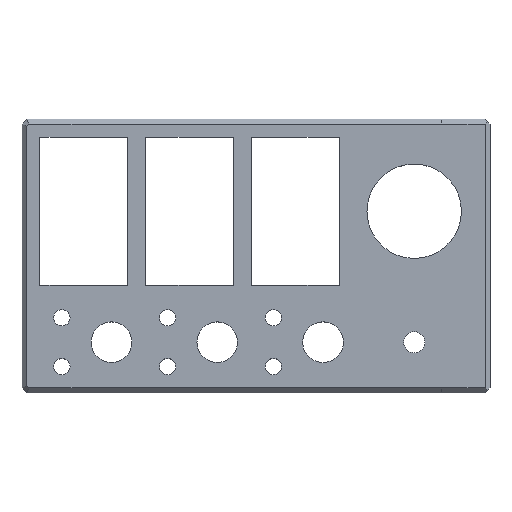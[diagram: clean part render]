
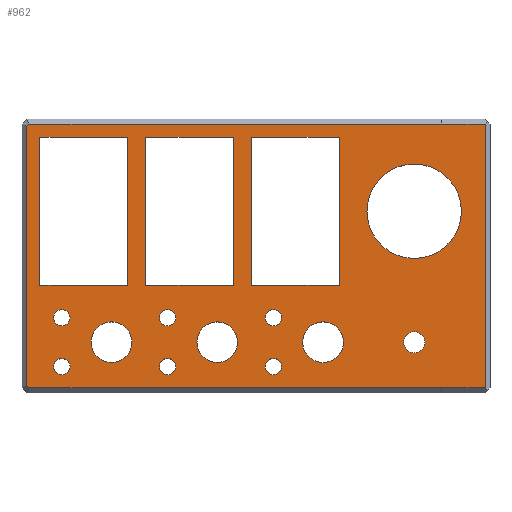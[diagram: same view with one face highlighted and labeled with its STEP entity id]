
A CAD part, top view. The second image highlights one B-rep face of the part: STEP entity #962.
In plain terms, the highlighted planar face has unit normal (0, 0, 1).
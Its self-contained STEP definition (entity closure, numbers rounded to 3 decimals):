
#15=FACE_BOUND('',#164,.T.);
#16=FACE_BOUND('',#165,.T.);
#17=FACE_BOUND('',#166,.T.);
#18=FACE_BOUND('',#167,.T.);
#19=FACE_BOUND('',#168,.T.);
#20=FACE_BOUND('',#169,.T.);
#21=FACE_BOUND('',#170,.T.);
#22=FACE_BOUND('',#171,.T.);
#23=FACE_BOUND('',#172,.T.);
#24=FACE_BOUND('',#173,.T.);
#25=FACE_BOUND('',#174,.T.);
#26=FACE_BOUND('',#175,.T.);
#27=FACE_BOUND('',#176,.T.);
#28=FACE_BOUND('',#177,.T.);
#44=CIRCLE('',#993,2.5);
#46=CIRCLE('',#996,6.25);
#48=CIRCLE('',#1003,2.5);
#50=CIRCLE('',#1014,14.5);
#52=CIRCLE('',#1017,6.25);
#54=CIRCLE('',#1020,2.5);
#56=CIRCLE('',#1023,6.25);
#58=CIRCLE('',#1026,2.5);
#60=CIRCLE('',#1029,2.5);
#62=CIRCLE('',#1032,2.5);
#64=CIRCLE('',#1035,3.25);
#115=FACE_OUTER_BOUND('',#163,.T.);
#163=EDGE_LOOP('',(#787,#788,#789,#790,#791,#792,#793,#794));
#164=EDGE_LOOP('',(#795));
#165=EDGE_LOOP('',(#796));
#166=EDGE_LOOP('',(#797,#798,#799,#800));
#167=EDGE_LOOP('',(#801));
#168=EDGE_LOOP('',(#802,#803,#804,#805));
#169=EDGE_LOOP('',(#806,#807,#808,#809));
#170=EDGE_LOOP('',(#810));
#171=EDGE_LOOP('',(#811));
#172=EDGE_LOOP('',(#812));
#173=EDGE_LOOP('',(#813));
#174=EDGE_LOOP('',(#814));
#175=EDGE_LOOP('',(#815));
#176=EDGE_LOOP('',(#816));
#177=EDGE_LOOP('',(#817));
#208=LINE('',#1321,#315);
#214=LINE('',#1332,#321);
#222=LINE('',#1348,#329);
#227=LINE('',#1368,#334);
#230=LINE('',#1374,#337);
#233=LINE('',#1380,#340);
#236=LINE('',#1384,#343);
#240=LINE('',#1398,#347);
#243=LINE('',#1404,#350);
#246=LINE('',#1410,#353);
#249=LINE('',#1414,#356);
#252=LINE('',#1422,#359);
#255=LINE('',#1428,#362);
#258=LINE('',#1434,#365);
#261=LINE('',#1438,#368);
#270=LINE('',#1490,#377);
#274=LINE('',#1498,#381);
#278=LINE('',#1504,#385);
#279=LINE('',#1507,#386);
#282=LINE('',#1512,#389);
#315=VECTOR('',#1068,10.);
#321=VECTOR('',#1076,10.);
#329=VECTOR('',#1090,10.);
#334=VECTOR('',#1109,10.);
#337=VECTOR('',#1114,10.);
#340=VECTOR('',#1119,10.);
#343=VECTOR('',#1124,10.);
#347=VECTOR('',#1136,10.);
#350=VECTOR('',#1141,10.);
#353=VECTOR('',#1146,10.);
#356=VECTOR('',#1151,10.);
#359=VECTOR('',#1156,10.);
#362=VECTOR('',#1161,10.);
#365=VECTOR('',#1166,10.);
#368=VECTOR('',#1171,10.);
#377=VECTOR('',#1230,10.);
#381=VECTOR('',#1236,10.);
#385=VECTOR('',#1242,10.);
#386=VECTOR('',#1245,10.);
#389=VECTOR('',#1250,10.);
#421=VERTEX_POINT('',#1318);
#422=VERTEX_POINT('',#1320);
#426=VERTEX_POINT('',#1330);
#431=VERTEX_POINT('',#1346);
#432=VERTEX_POINT('',#1350);
#434=VERTEX_POINT('',#1356);
#438=VERTEX_POINT('',#1365);
#439=VERTEX_POINT('',#1367);
#441=VERTEX_POINT('',#1373);
#443=VERTEX_POINT('',#1379);
#444=VERTEX_POINT('',#1386);
#448=VERTEX_POINT('',#1395);
#449=VERTEX_POINT('',#1397);
#451=VERTEX_POINT('',#1403);
#453=VERTEX_POINT('',#1409);
#456=VERTEX_POINT('',#1419);
#457=VERTEX_POINT('',#1421);
#459=VERTEX_POINT('',#1427);
#461=VERTEX_POINT('',#1433);
#462=VERTEX_POINT('',#1440);
#464=VERTEX_POINT('',#1446);
#466=VERTEX_POINT('',#1452);
#468=VERTEX_POINT('',#1458);
#470=VERTEX_POINT('',#1464);
#472=VERTEX_POINT('',#1470);
#474=VERTEX_POINT('',#1476);
#476=VERTEX_POINT('',#1482);
#478=VERTEX_POINT('',#1488);
#479=VERTEX_POINT('',#1489);
#482=VERTEX_POINT('',#1497);
#484=VERTEX_POINT('',#1506);
#506=EDGE_CURVE('',#421,#422,#208,.T.);
#512=EDGE_CURVE('',#426,#421,#214,.T.);
#520=EDGE_CURVE('',#431,#426,#222,.T.);
#521=EDGE_CURVE('',#432,#432,#44,.T.);
#524=EDGE_CURVE('',#434,#434,#46,.T.);
#529=EDGE_CURVE('',#439,#438,#227,.T.);
#532=EDGE_CURVE('',#441,#439,#230,.T.);
#535=EDGE_CURVE('',#443,#441,#233,.T.);
#538=EDGE_CURVE('',#438,#443,#236,.T.);
#539=EDGE_CURVE('',#444,#444,#48,.T.);
#544=EDGE_CURVE('',#449,#448,#240,.T.);
#547=EDGE_CURVE('',#451,#449,#243,.T.);
#550=EDGE_CURVE('',#453,#451,#246,.T.);
#553=EDGE_CURVE('',#448,#453,#249,.T.);
#556=EDGE_CURVE('',#457,#456,#252,.T.);
#559=EDGE_CURVE('',#459,#457,#255,.T.);
#562=EDGE_CURVE('',#461,#459,#258,.T.);
#565=EDGE_CURVE('',#456,#461,#261,.T.);
#566=EDGE_CURVE('',#462,#462,#50,.T.);
#569=EDGE_CURVE('',#464,#464,#52,.T.);
#572=EDGE_CURVE('',#466,#466,#54,.T.);
#575=EDGE_CURVE('',#468,#468,#56,.T.);
#578=EDGE_CURVE('',#470,#470,#58,.T.);
#581=EDGE_CURVE('',#472,#472,#60,.T.);
#584=EDGE_CURVE('',#474,#474,#62,.T.);
#587=EDGE_CURVE('',#476,#476,#64,.T.);
#590=EDGE_CURVE('',#478,#479,#270,.T.);
#594=EDGE_CURVE('',#479,#482,#274,.T.);
#598=EDGE_CURVE('',#422,#478,#278,.T.);
#599=EDGE_CURVE('',#482,#484,#279,.T.);
#602=EDGE_CURVE('',#484,#431,#282,.T.);
#787=ORIENTED_EDGE('',*,*,#520,.F.);
#788=ORIENTED_EDGE('',*,*,#602,.F.);
#789=ORIENTED_EDGE('',*,*,#599,.F.);
#790=ORIENTED_EDGE('',*,*,#594,.F.);
#791=ORIENTED_EDGE('',*,*,#590,.F.);
#792=ORIENTED_EDGE('',*,*,#598,.F.);
#793=ORIENTED_EDGE('',*,*,#506,.F.);
#794=ORIENTED_EDGE('',*,*,#512,.F.);
#795=ORIENTED_EDGE('',*,*,#521,.T.);
#796=ORIENTED_EDGE('',*,*,#524,.T.);
#797=ORIENTED_EDGE('',*,*,#529,.T.);
#798=ORIENTED_EDGE('',*,*,#538,.T.);
#799=ORIENTED_EDGE('',*,*,#535,.T.);
#800=ORIENTED_EDGE('',*,*,#532,.T.);
#801=ORIENTED_EDGE('',*,*,#539,.T.);
#802=ORIENTED_EDGE('',*,*,#544,.T.);
#803=ORIENTED_EDGE('',*,*,#553,.T.);
#804=ORIENTED_EDGE('',*,*,#550,.T.);
#805=ORIENTED_EDGE('',*,*,#547,.T.);
#806=ORIENTED_EDGE('',*,*,#556,.T.);
#807=ORIENTED_EDGE('',*,*,#565,.T.);
#808=ORIENTED_EDGE('',*,*,#562,.T.);
#809=ORIENTED_EDGE('',*,*,#559,.T.);
#810=ORIENTED_EDGE('',*,*,#566,.T.);
#811=ORIENTED_EDGE('',*,*,#569,.T.);
#812=ORIENTED_EDGE('',*,*,#572,.T.);
#813=ORIENTED_EDGE('',*,*,#575,.T.);
#814=ORIENTED_EDGE('',*,*,#578,.T.);
#815=ORIENTED_EDGE('',*,*,#581,.T.);
#816=ORIENTED_EDGE('',*,*,#584,.T.);
#817=ORIENTED_EDGE('',*,*,#587,.T.);
#914=PLANE('',#1046);
#962=ADVANCED_FACE('',(#115,#15,#16,#17,#18,#19,#20,#21,#22,#23,#24,#25,
#26,#27,#28),#914,.T.);
#993=AXIS2_PLACEMENT_3D('',#1351,#1093,#1094);
#996=AXIS2_PLACEMENT_3D('',#1357,#1100,#1101);
#1003=AXIS2_PLACEMENT_3D('',#1387,#1127,#1128);
#1014=AXIS2_PLACEMENT_3D('',#1441,#1174,#1175);
#1017=AXIS2_PLACEMENT_3D('',#1447,#1181,#1182);
#1020=AXIS2_PLACEMENT_3D('',#1453,#1188,#1189);
#1023=AXIS2_PLACEMENT_3D('',#1459,#1195,#1196);
#1026=AXIS2_PLACEMENT_3D('',#1465,#1202,#1203);
#1029=AXIS2_PLACEMENT_3D('',#1471,#1209,#1210);
#1032=AXIS2_PLACEMENT_3D('',#1477,#1216,#1217);
#1035=AXIS2_PLACEMENT_3D('',#1483,#1223,#1224);
#1046=AXIS2_PLACEMENT_3D('',#1530,#1268,#1269);
#1068=DIRECTION('',(-1.,0.,0.));
#1076=DIRECTION('',(0.,-1.,0.));
#1090=DIRECTION('',(1.,0.,0.));
#1093=DIRECTION('center_axis',(0.,0.,-1.));
#1094=DIRECTION('ref_axis',(-1.,0.,0.));
#1100=DIRECTION('center_axis',(0.,0.,-1.));
#1101=DIRECTION('ref_axis',(-1.,0.,0.));
#1109=DIRECTION('',(0.,1.,0.));
#1114=DIRECTION('',(-1.,0.,0.));
#1119=DIRECTION('',(0.,-1.,0.));
#1124=DIRECTION('',(1.,0.,0.));
#1127=DIRECTION('center_axis',(0.,0.,-1.));
#1128=DIRECTION('ref_axis',(-1.,0.,0.));
#1136=DIRECTION('',(0.,-1.,0.));
#1141=DIRECTION('',(1.,0.,0.));
#1146=DIRECTION('',(0.,1.,0.));
#1151=DIRECTION('',(-1.,0.,0.));
#1156=DIRECTION('',(0.,-1.,0.));
#1161=DIRECTION('',(1.,0.,0.));
#1166=DIRECTION('',(0.,1.,0.));
#1171=DIRECTION('',(-1.,0.,0.));
#1174=DIRECTION('center_axis',(0.,0.,-1.));
#1175=DIRECTION('ref_axis',(-1.,0.,0.));
#1181=DIRECTION('center_axis',(0.,0.,-1.));
#1182=DIRECTION('ref_axis',(-1.,0.,0.));
#1188=DIRECTION('center_axis',(0.,0.,-1.));
#1189=DIRECTION('ref_axis',(-1.,0.,0.));
#1195=DIRECTION('center_axis',(0.,0.,-1.));
#1196=DIRECTION('ref_axis',(-1.,0.,0.));
#1202=DIRECTION('center_axis',(0.,0.,-1.));
#1203=DIRECTION('ref_axis',(-1.,0.,0.));
#1209=DIRECTION('center_axis',(0.,0.,-1.));
#1210=DIRECTION('ref_axis',(-1.,0.,0.));
#1216=DIRECTION('center_axis',(0.,0.,-1.));
#1217=DIRECTION('ref_axis',(-1.,0.,0.));
#1223=DIRECTION('center_axis',(0.,0.,-1.));
#1224=DIRECTION('ref_axis',(-1.,0.,0.));
#1230=DIRECTION('',(-0.707,0.707,0.));
#1236=DIRECTION('',(0.,1.,0.));
#1242=DIRECTION('',(-1.,0.,0.));
#1245=DIRECTION('',(0.707,0.707,0.));
#1250=DIRECTION('',(1.,0.,0.));
#1268=DIRECTION('center_axis',(0.,0.,1.));
#1269=DIRECTION('ref_axis',(1.,0.,0.));
#1318=CARTESIAN_POINT('',(140.3,-0.5,152.));
#1320=CARTESIAN_POINT('',(127.,-0.5,152.));
#1321=CARTESIAN_POINT('',(98.45,-0.5,152.));
#1330=CARTESIAN_POINT('',(140.3,80.5,152.));
#1332=CARTESIAN_POINT('',(140.3,19.,152.));
#1346=CARTESIAN_POINT('',(127.,80.5,152.));
#1348=CARTESIAN_POINT('',(105.85,80.5,152.));
#1350=CARTESIAN_POINT('',(77.75,6.,152.));
#1351=CARTESIAN_POINT('Origin',(75.25,6.,152.));
#1356=CARTESIAN_POINT('',(64.25,13.5,152.));
#1357=CARTESIAN_POINT('Origin',(58.,13.5,152.));
#1365=CARTESIAN_POINT('',(3.5,76.5,152.));
#1367=CARTESIAN_POINT('',(3.5,31.,152.));
#1368=CARTESIAN_POINT('',(3.5,35.5,152.));
#1373=CARTESIAN_POINT('',(30.5,31.,152.));
#1374=CARTESIAN_POINT('',(50.2,31.,152.));
#1379=CARTESIAN_POINT('',(30.5,76.5,152.));
#1380=CARTESIAN_POINT('',(30.5,58.25,152.));
#1384=CARTESIAN_POINT('',(36.7,76.5,152.));
#1386=CARTESIAN_POINT('',(12.75,6.,152.));
#1387=CARTESIAN_POINT('Origin',(10.25,6.,152.));
#1395=CARTESIAN_POINT('',(63.,31.,152.));
#1397=CARTESIAN_POINT('',(63.,76.5,152.));
#1398=CARTESIAN_POINT('',(63.,58.25,152.));
#1403=CARTESIAN_POINT('',(36.,76.5,152.));
#1404=CARTESIAN_POINT('',(52.95,76.5,152.));
#1409=CARTESIAN_POINT('',(36.,31.,152.));
#1410=CARTESIAN_POINT('',(36.,35.5,152.));
#1414=CARTESIAN_POINT('',(66.45,31.,152.));
#1419=CARTESIAN_POINT('',(95.5,31.,152.));
#1421=CARTESIAN_POINT('',(95.5,76.5,152.));
#1422=CARTESIAN_POINT('',(95.5,58.25,152.));
#1427=CARTESIAN_POINT('',(68.5,76.5,152.));
#1428=CARTESIAN_POINT('',(69.2,76.5,152.));
#1433=CARTESIAN_POINT('',(68.5,31.,152.));
#1434=CARTESIAN_POINT('',(68.5,35.5,152.));
#1438=CARTESIAN_POINT('',(82.7,31.,152.));
#1440=CARTESIAN_POINT('',(133.,53.75,152.));
#1441=CARTESIAN_POINT('Origin',(118.5,53.75,152.));
#1446=CARTESIAN_POINT('',(96.75,13.5,152.));
#1447=CARTESIAN_POINT('Origin',(90.5,13.5,152.));
#1452=CARTESIAN_POINT('',(45.25,6.,152.));
#1453=CARTESIAN_POINT('Origin',(42.75,6.,152.));
#1458=CARTESIAN_POINT('',(31.75,13.5,152.));
#1459=CARTESIAN_POINT('Origin',(25.5,13.5,152.));
#1464=CARTESIAN_POINT('',(12.75,21.,152.));
#1465=CARTESIAN_POINT('Origin',(10.25,21.,152.));
#1470=CARTESIAN_POINT('',(45.25,21.,152.));
#1471=CARTESIAN_POINT('Origin',(42.75,21.,152.));
#1476=CARTESIAN_POINT('',(77.75,21.,152.));
#1477=CARTESIAN_POINT('Origin',(75.25,21.,152.));
#1482=CARTESIAN_POINT('',(121.75,13.5,152.));
#1483=CARTESIAN_POINT('Origin',(118.5,13.5,152.));
#1488=CARTESIAN_POINT('',(0.121,-0.5,152.));
#1489=CARTESIAN_POINT('',(-0.5,0.121,152.));
#1490=CARTESIAN_POINT('',(6.911,-7.289,152.));
#1497=CARTESIAN_POINT('',(-0.5,79.879,152.));
#1498=CARTESIAN_POINT('',(-0.5,60.25,152.));
#1504=CARTESIAN_POINT('',(34.7,-0.5,152.));
#1506=CARTESIAN_POINT('',(0.121,80.5,152.));
#1507=CARTESIAN_POINT('',(7.661,88.039,152.));
#1512=CARTESIAN_POINT('',(98.45,80.5,152.));
#1530=CARTESIAN_POINT('Origin',(69.9,40.,152.));
